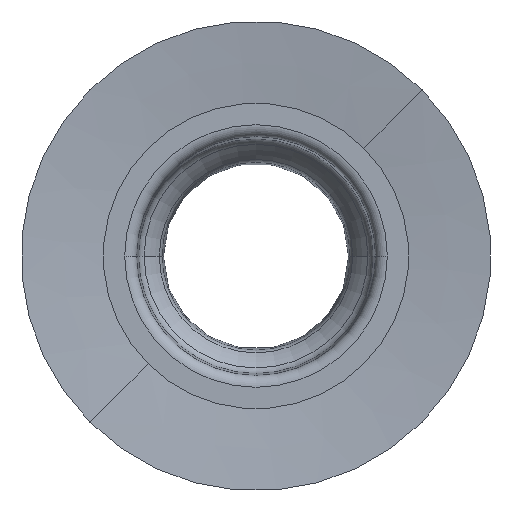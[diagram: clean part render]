
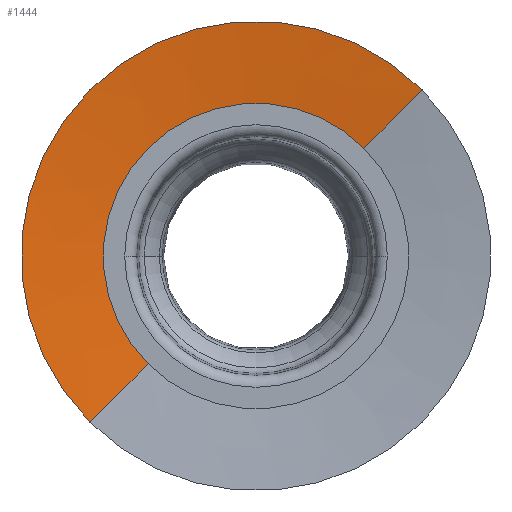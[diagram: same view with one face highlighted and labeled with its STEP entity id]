
A CAD part, top view. The second image highlights one B-rep face of the part: STEP entity #1444.
In plain terms, the highlighted conical face has half-angle 83.48 degrees and reference radius 4.95 mm.
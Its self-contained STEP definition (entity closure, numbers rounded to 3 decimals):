
#17=CARTESIAN_POINT('',(0.,0.,0.));
#18=DIRECTION('',(0.,0.,-1.));
#19=DIRECTION('',(-0.707,-0.707,0.));
#20=AXIS2_PLACEMENT_3D('',#17,#18,#19);
#22=DIRECTION('',(0.703,0.703,0.114));
#23=VECTOR('',#22,2.114);
#24=CARTESIAN_POINT('',(2.758,2.758,-0.24));
#25=LINE('',#24,#23);
#26=CARTESIAN_POINT('',(0.,0.,-0.24));
#27=DIRECTION('',(0.,0.,1.));
#28=DIRECTION('',(0.707,0.707,0.));
#29=AXIS2_PLACEMENT_3D('',#26,#27,#28);
#31=DIRECTION('',(-0.703,-0.703,0.114));
#32=VECTOR('',#31,2.114);
#33=CARTESIAN_POINT('',(-2.758,-2.758,-0.24));
#34=LINE('',#33,#32);
#1349=CARTESIAN_POINT('',(-2.758,-2.758,-0.24));
#1350=CARTESIAN_POINT('',(2.758,2.758,-0.24));
#1351=VERTEX_POINT('',#1349);
#1352=VERTEX_POINT('',#1350);
#1357=CARTESIAN_POINT('',(4.243,4.243,0.));
#1358=CARTESIAN_POINT('',(-4.243,-4.243,0.));
#1359=VERTEX_POINT('',#1357);
#1360=VERTEX_POINT('',#1358);
#1429=CARTESIAN_POINT('',(0.,0.,-0.12));
#1430=DIRECTION('',(0.,0.,1.));
#1431=DIRECTION('',(0.707,0.707,0.));
#1432=AXIS2_PLACEMENT_3D('',#1429,#1430,#1431);
#1433=CONICAL_SURFACE('',#1432,4.95,83.48);
#1435=ORIENTED_EDGE('',*,*,#1434,.T.);
#1437=ORIENTED_EDGE('',*,*,#1436,.F.);
#1439=ORIENTED_EDGE('',*,*,#1438,.T.);
#1441=ORIENTED_EDGE('',*,*,#1440,.T.);
#1442=EDGE_LOOP('',(#1435,#1437,#1439,#1441));
#1443=FACE_OUTER_BOUND('',#1442,.F.);
#21=CIRCLE('',#20,6.);
#30=CIRCLE('',#29,3.9);
#1434=EDGE_CURVE('',#1360,#1359,#21,.T.);
#1436=EDGE_CURVE('',#1352,#1359,#25,.T.);
#1438=EDGE_CURVE('',#1352,#1351,#30,.T.);
#1440=EDGE_CURVE('',#1351,#1360,#34,.T.);
#1444=ADVANCED_FACE('',(#1443),#1433,.F.);
